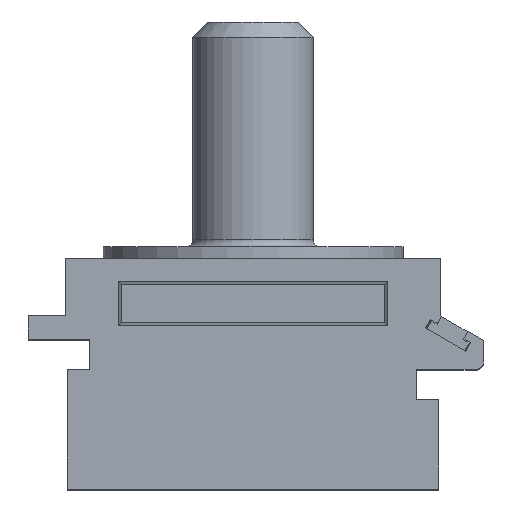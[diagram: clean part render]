
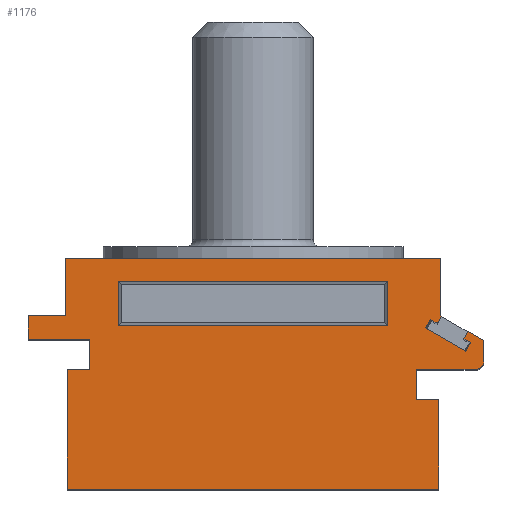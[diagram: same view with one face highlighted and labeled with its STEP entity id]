
A CAD part, top view. The second image highlights one B-rep face of the part: STEP entity #1176.
In plain terms, the highlighted planar face has unit normal (0, 0, 1).
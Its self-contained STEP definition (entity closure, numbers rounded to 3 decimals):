
#204=DIRECTION('',(-0.5,-0.866,0.));
#205=VECTOR('',#204,0.55);
#206=CARTESIAN_POINT('',(12.587,11.55,15.));
#207=LINE('',#206,#205);
#208=DIRECTION('',(-0.866,0.5,0.));
#209=VECTOR('',#208,0.525);
#210=CARTESIAN_POINT('',(12.312,11.074,15.));
#211=LINE('',#210,#209);
#212=DIRECTION('',(-0.5,-0.866,0.));
#213=VECTOR('',#212,0.65);
#214=CARTESIAN_POINT('',(11.857,11.336,15.));
#215=LINE('',#214,#213);
#216=DIRECTION('',(0.866,-0.5,0.));
#217=VECTOR('',#216,3.1);
#218=CARTESIAN_POINT('',(11.532,10.773,15.));
#219=LINE('',#218,#217);
#220=DIRECTION('',(0.5,0.866,0.));
#221=VECTOR('',#220,0.65);
#222=CARTESIAN_POINT('',(14.217,9.223,15.));
#223=LINE('',#222,#221);
#224=DIRECTION('',(-0.866,0.5,0.));
#225=VECTOR('',#224,0.525);
#226=CARTESIAN_POINT('',(14.542,9.786,15.));
#227=LINE('',#226,#225);
#228=DIRECTION('',(0.5,0.866,0.));
#229=VECTOR('',#228,0.55);
#230=CARTESIAN_POINT('',(14.087,10.049,15.));
#231=LINE('',#230,#229);
#232=DIRECTION('',(-0.866,0.5,0.));
#233=VECTOR('',#232,1.199);
#234=CARTESIAN_POINT('',(15.4,9.926,15.));
#235=LINE('',#234,#233);
#236=DIRECTION('',(0.,1.,0.));
#237=VECTOR('',#236,1.426);
#238=CARTESIAN_POINT('',(15.4,8.5,15.));
#239=LINE('',#238,#237);
#240=CARTESIAN_POINT('',(14.9,8.5,15.));
#241=DIRECTION('',(0.,0.,1.));
#242=DIRECTION('',(0.,-1.,0.));
#243=AXIS2_PLACEMENT_3D('',#240,#241,#242);
#245=DIRECTION('',(1.,0.,0.));
#246=VECTOR('',#245,4.);
#247=CARTESIAN_POINT('',(10.9,8.,15.));
#248=LINE('',#247,#246);
#249=DIRECTION('',(0.,1.,0.));
#250=VECTOR('',#249,2.);
#251=CARTESIAN_POINT('',(10.9,6.,15.));
#252=LINE('',#251,#250);
#253=DIRECTION('',(-1.,0.,0.));
#254=VECTOR('',#253,1.5);
#255=CARTESIAN_POINT('',(12.4,6.,15.));
#256=LINE('',#255,#254);
#257=DIRECTION('',(0.,1.,0.));
#258=VECTOR('',#257,6.);
#259=CARTESIAN_POINT('',(12.4,0.,15.));
#260=LINE('',#259,#258);
#261=DIRECTION('',(1.,0.,0.));
#262=VECTOR('',#261,24.8);
#263=CARTESIAN_POINT('',(-12.4,0.,15.));
#264=LINE('',#263,#262);
#265=DIRECTION('',(0.,-1.,0.));
#266=VECTOR('',#265,8.);
#267=CARTESIAN_POINT('',(-12.4,8.,15.));
#268=LINE('',#267,#266);
#269=DIRECTION('',(-1.,0.,0.));
#270=VECTOR('',#269,1.5);
#271=CARTESIAN_POINT('',(-10.9,8.,15.));
#272=LINE('',#271,#270);
#273=DIRECTION('',(0.,-1.,0.));
#274=VECTOR('',#273,2.);
#275=CARTESIAN_POINT('',(-10.9,10.,15.));
#276=LINE('',#275,#274);
#277=DIRECTION('',(1.,0.,0.));
#278=VECTOR('',#277,4.1);
#279=CARTESIAN_POINT('',(-15.,10.,15.));
#280=LINE('',#279,#278);
#281=DIRECTION('',(0.,-1.,0.));
#282=VECTOR('',#281,1.6);
#283=CARTESIAN_POINT('',(-15.,11.6,15.));
#284=LINE('',#283,#282);
#285=DIRECTION('',(-1.,0.,0.));
#286=VECTOR('',#285,2.5);
#287=CARTESIAN_POINT('',(-12.5,11.6,15.));
#288=LINE('',#287,#286);
#289=DIRECTION('',(0.,-1.,0.));
#290=VECTOR('',#289,3.8);
#291=CARTESIAN_POINT('',(-12.5,15.4,15.));
#292=LINE('',#291,#290);
#293=DIRECTION('',(-1.,0.,0.));
#294=VECTOR('',#293,25.);
#295=CARTESIAN_POINT('',(12.5,15.4,15.));
#296=LINE('',#295,#294);
#297=DIRECTION('',(0.,1.,0.));
#298=VECTOR('',#297,3.8);
#299=CARTESIAN_POINT('',(12.5,11.6,15.));
#300=LINE('',#299,#298);
#301=DIRECTION('',(-0.866,0.5,0.));
#302=VECTOR('',#301,0.1);
#303=CARTESIAN_POINT('',(12.587,11.55,15.));
#304=LINE('',#303,#302);
#305=DIRECTION('',(-1.,0.,0.));
#306=VECTOR('',#305,18.);
#307=CARTESIAN_POINT('',(9.,10.9,15.));
#308=LINE('',#307,#306);
#309=DIRECTION('',(0.,-1.,0.));
#310=VECTOR('',#309,3.);
#311=CARTESIAN_POINT('',(9.,13.9,15.));
#312=LINE('',#311,#310);
#313=DIRECTION('',(1.,0.,0.));
#314=VECTOR('',#313,18.);
#315=CARTESIAN_POINT('',(-9.,13.9,15.));
#316=LINE('',#315,#314);
#317=DIRECTION('',(0.,1.,0.));
#318=VECTOR('',#317,3.);
#319=CARTESIAN_POINT('',(-9.,10.9,15.));
#320=LINE('',#319,#318);
#667=CARTESIAN_POINT('',(12.4,0.,15.));
#668=CARTESIAN_POINT('',(12.4,6.,15.));
#669=VERTEX_POINT('',#667);
#670=VERTEX_POINT('',#668);
#671=CARTESIAN_POINT('',(10.9,6.,15.));
#672=VERTEX_POINT('',#671);
#673=CARTESIAN_POINT('',(10.9,8.,15.));
#674=VERTEX_POINT('',#673);
#675=CARTESIAN_POINT('',(14.9,8.,15.));
#676=VERTEX_POINT('',#675);
#677=CARTESIAN_POINT('',(12.5,15.4,15.));
#678=CARTESIAN_POINT('',(-12.5,15.4,15.));
#679=VERTEX_POINT('',#677);
#680=VERTEX_POINT('',#678);
#681=CARTESIAN_POINT('',(-15.,11.6,15.));
#682=CARTESIAN_POINT('',(-15.,10.,15.));
#683=VERTEX_POINT('',#681);
#684=VERTEX_POINT('',#682);
#685=CARTESIAN_POINT('',(-10.9,10.,15.));
#686=VERTEX_POINT('',#685);
#687=CARTESIAN_POINT('',(-10.9,8.,15.));
#688=VERTEX_POINT('',#687);
#689=CARTESIAN_POINT('',(-12.4,8.,15.));
#690=VERTEX_POINT('',#689);
#691=CARTESIAN_POINT('',(-12.4,0.,15.));
#692=VERTEX_POINT('',#691);
#693=CARTESIAN_POINT('',(12.5,11.6,15.));
#694=VERTEX_POINT('',#693);
#697=CARTESIAN_POINT('',(-12.5,11.6,15.));
#698=VERTEX_POINT('',#697);
#701=CARTESIAN_POINT('',(15.4,8.5,15.));
#702=CARTESIAN_POINT('',(15.4,9.926,15.));
#703=VERTEX_POINT('',#701);
#704=VERTEX_POINT('',#702);
#713=CARTESIAN_POINT('',(9.,10.9,15.));
#714=CARTESIAN_POINT('',(-9.,10.9,15.));
#715=VERTEX_POINT('',#713);
#716=VERTEX_POINT('',#714);
#717=CARTESIAN_POINT('',(9.,13.9,15.));
#718=VERTEX_POINT('',#717);
#719=CARTESIAN_POINT('',(-9.,13.9,15.));
#720=VERTEX_POINT('',#719);
#797=CARTESIAN_POINT('',(12.587,11.55,15.));
#798=CARTESIAN_POINT('',(12.312,11.074,15.));
#799=VERTEX_POINT('',#797);
#800=VERTEX_POINT('',#798);
#801=CARTESIAN_POINT('',(11.857,11.336,15.));
#802=VERTEX_POINT('',#801);
#803=CARTESIAN_POINT('',(11.532,10.773,15.));
#804=VERTEX_POINT('',#803);
#805=CARTESIAN_POINT('',(14.217,9.223,15.));
#806=VERTEX_POINT('',#805);
#807=CARTESIAN_POINT('',(14.542,9.786,15.));
#808=VERTEX_POINT('',#807);
#809=CARTESIAN_POINT('',(14.087,10.049,15.));
#810=VERTEX_POINT('',#809);
#811=CARTESIAN_POINT('',(14.362,10.525,15.));
#812=VERTEX_POINT('',#811);
#1123=CARTESIAN_POINT('',(0.,0.,15.));
#1124=DIRECTION('',(0.,0.,1.));
#1125=DIRECTION('',(1.,0.,0.));
#1126=AXIS2_PLACEMENT_3D('',#1123,#1124,#1125);
#1127=PLANE('',#1126);
#1129=ORIENTED_EDGE('',*,*,#1128,.T.);
#1131=ORIENTED_EDGE('',*,*,#1130,.T.);
#1133=ORIENTED_EDGE('',*,*,#1132,.T.);
#1135=ORIENTED_EDGE('',*,*,#1134,.T.);
#1137=ORIENTED_EDGE('',*,*,#1136,.T.);
#1139=ORIENTED_EDGE('',*,*,#1138,.T.);
#1140=ORIENTED_EDGE('',*,*,#1114,.T.);
#1141=ORIENTED_EDGE('',*,*,#1079,.F.);
#1143=ORIENTED_EDGE('',*,*,#1142,.F.);
#1145=ORIENTED_EDGE('',*,*,#1144,.F.);
#1147=ORIENTED_EDGE('',*,*,#1146,.F.);
#1149=ORIENTED_EDGE('',*,*,#1148,.F.);
#1151=ORIENTED_EDGE('',*,*,#1150,.F.);
#1152=ORIENTED_EDGE('',*,*,#901,.F.);
#1153=ORIENTED_EDGE('',*,*,#916,.F.);
#1154=ORIENTED_EDGE('',*,*,#940,.F.);
#1155=ORIENTED_EDGE('',*,*,#954,.F.);
#1156=ORIENTED_EDGE('',*,*,#968,.F.);
#1157=ORIENTED_EDGE('',*,*,#982,.F.);
#1158=ORIENTED_EDGE('',*,*,#996,.F.);
#1159=ORIENTED_EDGE('',*,*,#1010,.F.);
#1160=ORIENTED_EDGE('',*,*,#1024,.F.);
#1161=ORIENTED_EDGE('',*,*,#1038,.F.);
#1162=ORIENTED_EDGE('',*,*,#1058,.F.);
#1163=ORIENTED_EDGE('',*,*,#1073,.F.);
#1164=EDGE_LOOP('',(#1129,#1131,#1133,#1135,#1137,#1139,#1140,#1141,#1143,#1145,
#1147,#1149,#1151,#1152,#1153,#1154,#1155,#1156,#1157,#1158,#1159,#1160,#1161,
#1162,#1163));
#1165=FACE_OUTER_BOUND('',#1164,.F.);
#1167=ORIENTED_EDGE('',*,*,#1166,.F.);
#1169=ORIENTED_EDGE('',*,*,#1168,.F.);
#1171=ORIENTED_EDGE('',*,*,#1170,.F.);
#1173=ORIENTED_EDGE('',*,*,#1172,.F.);
#1174=EDGE_LOOP('',(#1167,#1169,#1171,#1173));
#1175=FACE_BOUND('',#1174,.F.);
#1176=ADVANCED_FACE('',(#1165,#1175),#1127,.T.);
#244=CIRCLE('',#243,0.5);
#901=EDGE_CURVE('',#669,#670,#260,.T.);
#916=EDGE_CURVE('',#692,#669,#264,.T.);
#940=EDGE_CURVE('',#690,#692,#268,.T.);
#954=EDGE_CURVE('',#688,#690,#272,.T.);
#968=EDGE_CURVE('',#686,#688,#276,.T.);
#982=EDGE_CURVE('',#684,#686,#280,.T.);
#996=EDGE_CURVE('',#683,#684,#284,.T.);
#1010=EDGE_CURVE('',#698,#683,#288,.T.);
#1024=EDGE_CURVE('',#680,#698,#292,.T.);
#1038=EDGE_CURVE('',#679,#680,#296,.T.);
#1058=EDGE_CURVE('',#694,#679,#300,.T.);
#1073=EDGE_CURVE('',#799,#694,#304,.T.);
#1079=EDGE_CURVE('',#704,#812,#235,.T.);
#1114=EDGE_CURVE('',#810,#812,#231,.T.);
#1128=EDGE_CURVE('',#799,#800,#207,.T.);
#1130=EDGE_CURVE('',#800,#802,#211,.T.);
#1132=EDGE_CURVE('',#802,#804,#215,.T.);
#1134=EDGE_CURVE('',#804,#806,#219,.T.);
#1136=EDGE_CURVE('',#806,#808,#223,.T.);
#1138=EDGE_CURVE('',#808,#810,#227,.T.);
#1142=EDGE_CURVE('',#703,#704,#239,.T.);
#1144=EDGE_CURVE('',#676,#703,#244,.T.);
#1146=EDGE_CURVE('',#674,#676,#248,.T.);
#1148=EDGE_CURVE('',#672,#674,#252,.T.);
#1150=EDGE_CURVE('',#670,#672,#256,.T.);
#1166=EDGE_CURVE('',#715,#716,#308,.T.);
#1168=EDGE_CURVE('',#718,#715,#312,.T.);
#1170=EDGE_CURVE('',#720,#718,#316,.T.);
#1172=EDGE_CURVE('',#716,#720,#320,.T.);
